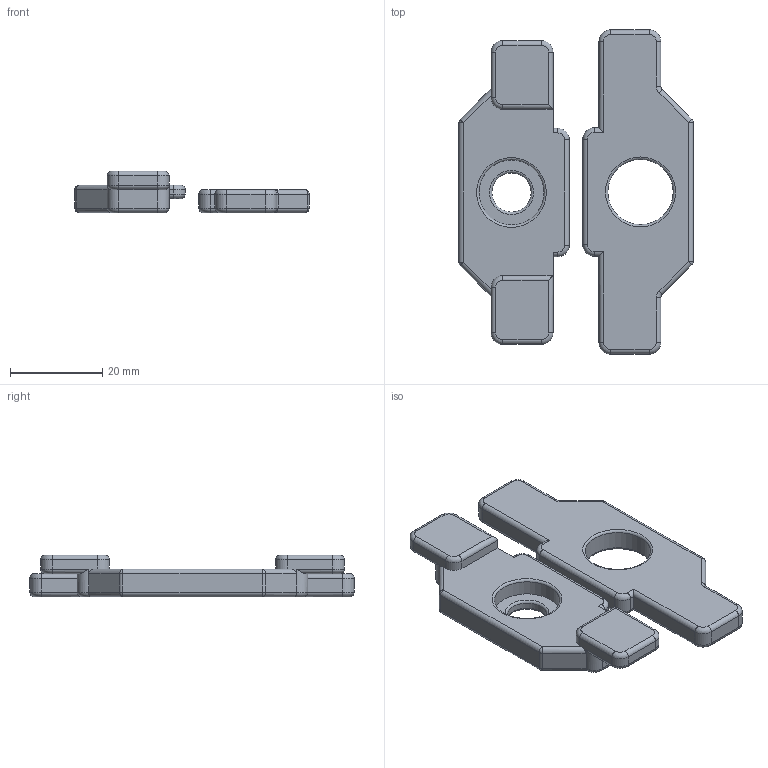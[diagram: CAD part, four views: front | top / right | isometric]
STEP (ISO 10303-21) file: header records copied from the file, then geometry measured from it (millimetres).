
FILE_DESCRIPTION(/* description */ ('STEP AP242','CAx-IF Rec.Pracs.---Representation and Presentation of Product Manufacturing Information (PMI)---4.0---2014-10-13','CAx-IF Rec.Pracs.---3D Tessellated Geometry---0.4---2014-09-14','2;1'),/* implementation_level */ '2;1');
FILE_NAME(/* name */ '681aef12ec1f1d172663060b',/* time_stamp */ '2025-05-07T05:26:42Z',/* author */ (''),/* organization */ (''),/* preprocessor_version */ 'ST-DEVELOPER v20',/* originating_system */ 'ONSHAPE BY PTC INC, 1.197',/* authorisation */ ' ');
FILE_SCHEMA (('AP242_MANAGED_MODEL_BASED_3D_ENGINEERING_MIM_LF { 1 0 10303 442 1 1 4 }'));
Length unit declared in the file: metre
Products named in the file (2): Part 3; Part 2
Bounding box: 50.74 x 70.2 x 9 mm (x, y, z)
Volume: 12062.6 mm3; surface area: 6721.6 mm2
Topology: 2 solids, 2 shells, 164 faces, 380 edges, 213 vertices
Faces by surface type: cylinder 80, torus 39, plane 37, sphere 8
Full cylindrical faces by diameter (mm): 8.5 x1, 14.1 x1, 14.15 x1
Entity records: 4570 total; most frequent: DIRECTION 877, CARTESIAN_POINT 767, ORIENTED_EDGE 728, EDGE_CURVE 364, AXIS2_PLACEMENT_3D 353, VERTEX_POINT 213, CIRCLE 179, EDGE_LOOP 177
